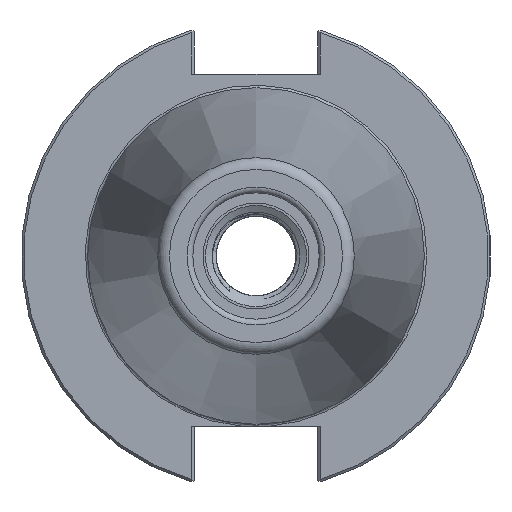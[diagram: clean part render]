
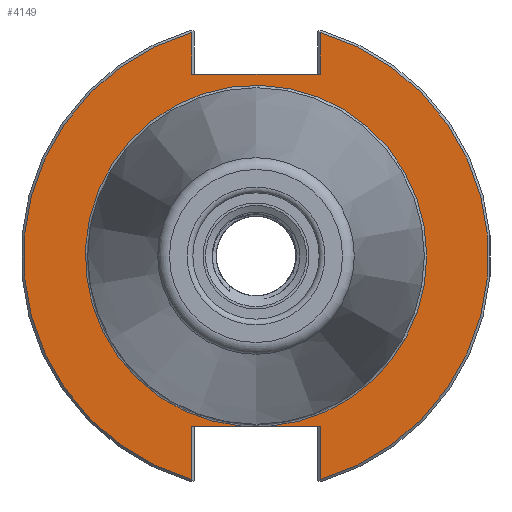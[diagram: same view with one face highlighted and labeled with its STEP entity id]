
A CAD part, left-side view. The second image highlights one B-rep face of the part: STEP entity #4149.
In plain terms, the highlighted planar face has unit normal (-1, 0, 0).
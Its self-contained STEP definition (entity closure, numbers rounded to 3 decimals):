
#151=PLANE('',#4474);
#361=FACE_OUTER_BOUND('',#610,.T.);
#610=EDGE_LOOP('',(#3577,#3578,#3579,#3580,#3581,#3582,#3583,#3584,#3585,
#3586,#3587));
#736=CIRCLE('',#4472,48.25);
#737=CIRCLE('',#4475,48.25);
#738=CIRCLE('',#4476,35.429);
#739=CIRCLE('',#4477,35.429);
#957=LINE('',#18443,#1197);
#965=LINE('',#18485,#1205);
#966=LINE('',#18490,#1206);
#967=LINE('',#18492,#1207);
#968=LINE('',#18493,#1208);
#969=LINE('',#18495,#1209);
#970=LINE('',#18500,#1210);
#1197=VECTOR('',#5258,10.);
#1205=VECTOR('',#5280,10.);
#1206=VECTOR('',#5285,10.);
#1207=VECTOR('',#5286,10.);
#1208=VECTOR('',#5287,10.);
#1209=VECTOR('',#5288,10.);
#1210=VECTOR('',#5293,10.);
#1844=VERTEX_POINT('',#18438);
#1845=VERTEX_POINT('',#18442);
#1853=VERTEX_POINT('',#18467);
#1854=VERTEX_POINT('',#18471);
#1857=VERTEX_POINT('',#18483);
#1858=VERTEX_POINT('',#18487);
#1859=VERTEX_POINT('',#18489);
#1860=VERTEX_POINT('',#18491);
#1861=VERTEX_POINT('',#18494);
#1862=VERTEX_POINT('',#18496);
#1863=VERTEX_POINT('',#18498);
#2432=EDGE_CURVE('',#1844,#1845,#957,.T.);
#2443=EDGE_CURVE('',#1853,#1854,#736,.T.);
#2448=EDGE_CURVE('',#1857,#1853,#965,.T.);
#2449=EDGE_CURVE('',#1858,#1844,#737,.T.);
#2450=EDGE_CURVE('',#1859,#1858,#966,.T.);
#2451=EDGE_CURVE('',#1859,#1860,#967,.T.);
#2452=EDGE_CURVE('',#1854,#1860,#968,.T.);
#2453=EDGE_CURVE('',#1857,#1861,#969,.T.);
#2454=EDGE_CURVE('',#1861,#1862,#738,.T.);
#2455=EDGE_CURVE('',#1862,#1863,#739,.T.);
#2456=EDGE_CURVE('',#1863,#1845,#970,.T.);
#3577=ORIENTED_EDGE('',*,*,#2432,.F.);
#3578=ORIENTED_EDGE('',*,*,#2449,.F.);
#3579=ORIENTED_EDGE('',*,*,#2450,.F.);
#3580=ORIENTED_EDGE('',*,*,#2451,.T.);
#3581=ORIENTED_EDGE('',*,*,#2452,.F.);
#3582=ORIENTED_EDGE('',*,*,#2443,.F.);
#3583=ORIENTED_EDGE('',*,*,#2448,.F.);
#3584=ORIENTED_EDGE('',*,*,#2453,.T.);
#3585=ORIENTED_EDGE('',*,*,#2454,.T.);
#3586=ORIENTED_EDGE('',*,*,#2455,.T.);
#3587=ORIENTED_EDGE('',*,*,#2456,.T.);
#4149=ADVANCED_FACE('',(#361),#151,.T.);
#4472=AXIS2_PLACEMENT_3D('',#18472,#5274,#5275);
#4474=AXIS2_PLACEMENT_3D('',#18486,#5281,#5282);
#4475=AXIS2_PLACEMENT_3D('',#18488,#5283,#5284);
#4476=AXIS2_PLACEMENT_3D('',#18497,#5289,#5290);
#4477=AXIS2_PLACEMENT_3D('',#18499,#5291,#5292);
#5258=DIRECTION('',(0.,0.,1.));
#5274=DIRECTION('center_axis',(1.,0.,0.));
#5275=DIRECTION('ref_axis',(0.,1.,0.));
#5280=DIRECTION('',(0.,0.,-1.));
#5281=DIRECTION('center_axis',(-1.,0.,0.));
#5282=DIRECTION('ref_axis',(0.,-1.,0.));
#5283=DIRECTION('center_axis',(1.,0.,0.));
#5284=DIRECTION('ref_axis',(0.,1.,0.));
#5285=DIRECTION('',(0.,0.,1.));
#5286=DIRECTION('',(0.,1.,0.));
#5287=DIRECTION('',(0.,0.,-1.));
#5288=DIRECTION('',(0.,-1.,0.));
#5289=DIRECTION('center_axis',(1.,0.,0.));
#5290=DIRECTION('ref_axis',(0.,1.,0.));
#5291=DIRECTION('center_axis',(1.,0.,0.));
#5292=DIRECTION('ref_axis',(0.,1.,0.));
#5293=DIRECTION('',(0.,-1.,0.));
#18438=CARTESIAN_POINT('',(3.175,-13.325,-46.373));
#18442=CARTESIAN_POINT('',(3.175,-13.325,-35.3));
#18443=CARTESIAN_POINT('',(3.175,-13.325,6.475));
#18467=CARTESIAN_POINT('',(3.175,13.325,-46.373));
#18471=CARTESIAN_POINT('',(3.175,13.325,46.373));
#18472=CARTESIAN_POINT('Origin',(3.175,0.,
0.));
#18483=CARTESIAN_POINT('',(3.175,13.325,-35.3));
#18485=CARTESIAN_POINT('',(3.175,13.325,-13.707));
#18486=CARTESIAN_POINT('Origin',(3.175,0.,
48.25));
#18487=CARTESIAN_POINT('',(3.175,-13.325,46.373));
#18488=CARTESIAN_POINT('Origin',(3.175,0.,
0.));
#18489=CARTESIAN_POINT('',(3.175,-13.325,37.7));
#18490=CARTESIAN_POINT('',(3.175,-13.325,61.395));
#18491=CARTESIAN_POINT('',(3.175,13.325,37.7));
#18492=CARTESIAN_POINT('',(3.175,-6.413,37.7));
#18493=CARTESIAN_POINT('',(3.175,13.325,42.975));
#18494=CARTESIAN_POINT('',(3.175,3.016,-35.3));
#18495=CARTESIAN_POINT('',(3.175,6.412,-35.3));
#18496=CARTESIAN_POINT('',(3.175,-35.429,0.));
#18497=CARTESIAN_POINT('Origin',(3.175,0.,
0.));
#18498=CARTESIAN_POINT('',(3.175,-3.016,-35.3));
#18499=CARTESIAN_POINT('Origin',(3.175,0.,
0.));
#18500=CARTESIAN_POINT('',(3.175,6.412,-35.3));
